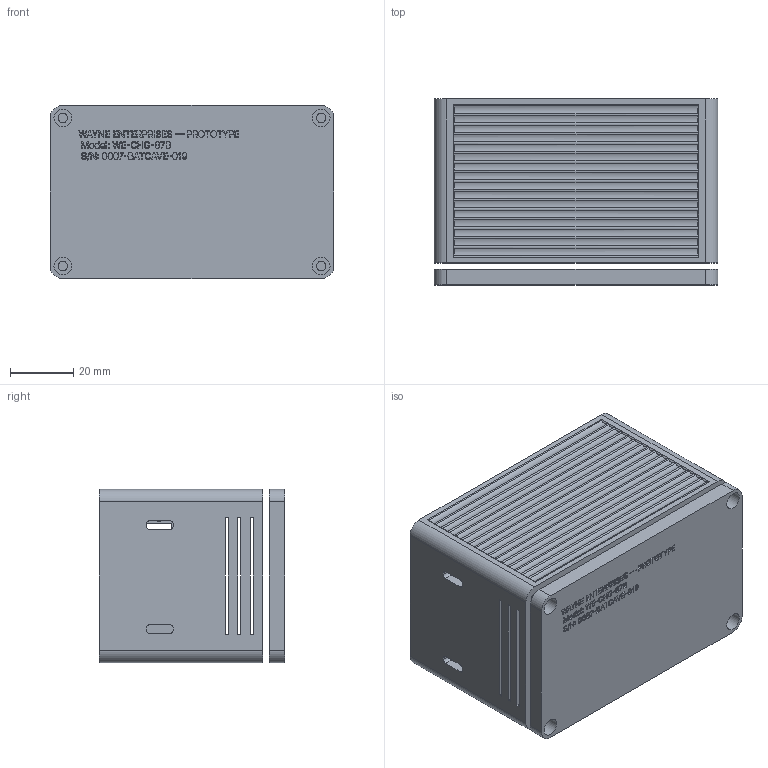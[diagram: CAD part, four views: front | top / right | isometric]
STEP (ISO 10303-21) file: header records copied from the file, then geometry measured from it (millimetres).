
FILE_DESCRIPTION(/* description */ (''),/* implementation_level */ '2;1');
FILE_NAME(/* name */ 'Portable Charger case.step',/* time_stamp */ '2025-08-09T14:11:42-04:00',/* author */ (''),/* organization */ (''),/* preprocessor_version */ 'ST-DEVELOPER v20.1',/* originating_system */ 'Autodesk Translation Framework v14.10.0.0',/* authorisation */ '');
FILE_SCHEMA (('AUTOMOTIVE_DESIGN { 1 0 10303 214 3 1 1 }'));
Length unit declared in the file: millimetre
Products named in the file (1): 2025-07-31-03-03-41-309
Bounding box: 90 x 59 x 55 mm (x, y, z)
Volume: 121315.4 mm3; surface area: 49294.8 mm2
Topology: 2 solids, 2 shells, 1152 faces, 3230 edges, 2152 vertices
Faces by surface type: plane 551, bspline 539, cylinder 62
Full cylindrical faces by diameter (mm): 1.5 x2, 3 x4, 5.6 x4
Entity records: 38636 total; most frequent: CARTESIAN_POINT 14163, ORIENTED_EDGE 6460, DIRECTION 3358, EDGE_CURVE 3230, VERTEX_POINT 2152, LINE 2024, VECTOR 2024, EDGE_LOOP 1256
